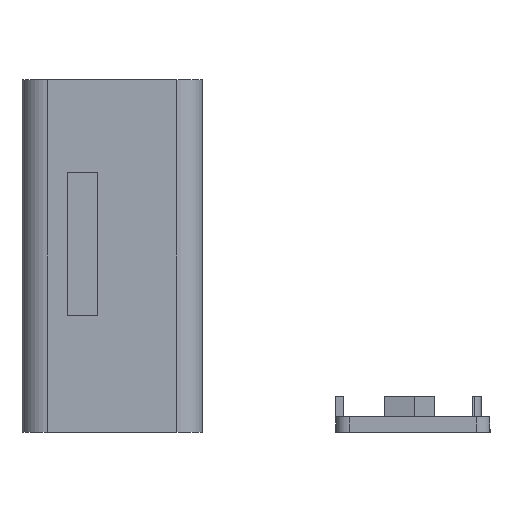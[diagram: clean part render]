
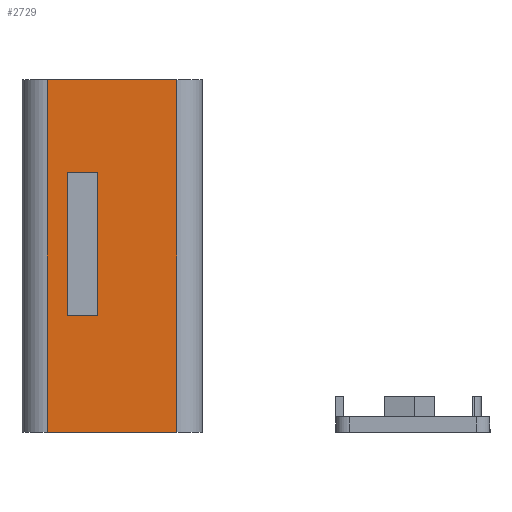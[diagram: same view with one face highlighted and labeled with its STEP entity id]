
A CAD part, left-side view. The second image highlights one B-rep face of the part: STEP entity #2729.
In plain terms, the highlighted planar face has unit normal (-1, 0, 0).
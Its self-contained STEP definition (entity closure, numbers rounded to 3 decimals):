
#91=FACE_BOUND('',#266,.T.);
#115=FACE_OUTER_BOUND('',#265,.T.);
#265=EDGE_LOOP('',(#1992,#1993,#1994,#1995));
#266=EDGE_LOOP('',(#1996,#1997,#1998,#1999));
#422=LINE('',#4041,#722);
#506=LINE('',#4310,#806);
#507=LINE('',#4312,#807);
#508=LINE('',#4313,#808);
#509=LINE('',#4316,#809);
#510=LINE('',#4318,#810);
#511=LINE('',#4320,#811);
#512=LINE('',#4321,#812);
#722=VECTOR('',#3201,1000.);
#806=VECTOR('',#3415,1000.);
#807=VECTOR('',#3416,1000.);
#808=VECTOR('',#3417,1000.);
#809=VECTOR('',#3418,1000.);
#810=VECTOR('',#3419,1000.);
#811=VECTOR('',#3420,1000.);
#812=VECTOR('',#3421,1000.);
#1136=VERTEX_POINT('',#4027);
#1142=VERTEX_POINT('',#4039);
#1262=VERTEX_POINT('',#4309);
#1263=VERTEX_POINT('',#4311);
#1264=VERTEX_POINT('',#4314);
#1265=VERTEX_POINT('',#4315);
#1266=VERTEX_POINT('',#4317);
#1267=VERTEX_POINT('',#4319);
#1418=EDGE_CURVE('',#1136,#1142,#422,.T.);
#1552=EDGE_CURVE('',#1142,#1262,#506,.T.);
#1553=EDGE_CURVE('',#1262,#1263,#507,.T.);
#1554=EDGE_CURVE('',#1263,#1136,#508,.T.);
#1555=EDGE_CURVE('',#1264,#1265,#509,.T.);
#1556=EDGE_CURVE('',#1265,#1266,#510,.T.);
#1557=EDGE_CURVE('',#1266,#1267,#511,.T.);
#1558=EDGE_CURVE('',#1267,#1264,#512,.T.);
#1992=ORIENTED_EDGE('',*,*,#1552,.T.);
#1993=ORIENTED_EDGE('',*,*,#1553,.T.);
#1994=ORIENTED_EDGE('',*,*,#1554,.T.);
#1995=ORIENTED_EDGE('',*,*,#1418,.T.);
#1996=ORIENTED_EDGE('',*,*,#1555,.T.);
#1997=ORIENTED_EDGE('',*,*,#1556,.T.);
#1998=ORIENTED_EDGE('',*,*,#1557,.T.);
#1999=ORIENTED_EDGE('',*,*,#1558,.T.);
#2631=PLANE('',#2965);
#2729=ADVANCED_FACE('',(#115,#91),#2631,.T.);
#2965=AXIS2_PLACEMENT_3D('',#4308,#3413,#3414);
#3201=DIRECTION('',(0.,-1.,0.));
#3413=DIRECTION('center_axis',(-1.,0.,0.));
#3414=DIRECTION('ref_axis',(0.,0.,-1.));
#3415=DIRECTION('',(0.,0.,1.));
#3416=DIRECTION('',(0.,1.,0.));
#3417=DIRECTION('',(0.,0.,-1.));
#3418=DIRECTION('',(0.,1.,0.));
#3419=DIRECTION('',(0.,0.,1.));
#3420=DIRECTION('',(0.,-1.,0.));
#3421=DIRECTION('',(0.,0.,-1.));
#4027=CARTESIAN_POINT('',(-36.245,6.49,-1.605));
#4039=CARTESIAN_POINT('',(-36.245,-6.49,-1.605));
#4041=CARTESIAN_POINT('',(-36.245,3.505,-1.605));
#4308=CARTESIAN_POINT('Origin',(-36.245,3.505,14.561));
#4309=CARTESIAN_POINT('',(-36.245,-6.49,33.732));
#4310=CARTESIAN_POINT('',(-36.245,-6.49,14.561));
#4311=CARTESIAN_POINT('',(-36.245,6.49,33.732));
#4312=CARTESIAN_POINT('',(-36.245,-6.49,33.732));
#4313=CARTESIAN_POINT('',(-36.245,6.49,14.561));
#4314=CARTESIAN_POINT('',(-36.245,1.505,10.061));
#4315=CARTESIAN_POINT('',(-36.245,4.505,10.061));
#4316=CARTESIAN_POINT('',(-36.245,2.505,10.061));
#4317=CARTESIAN_POINT('',(-36.245,4.505,24.442));
#4318=CARTESIAN_POINT('',(-36.245,4.505,12.311));
#4319=CARTESIAN_POINT('',(-36.245,1.505,24.442));
#4320=CARTESIAN_POINT('',(-36.245,4.005,24.442));
#4321=CARTESIAN_POINT('',(-36.245,1.505,19.311));
